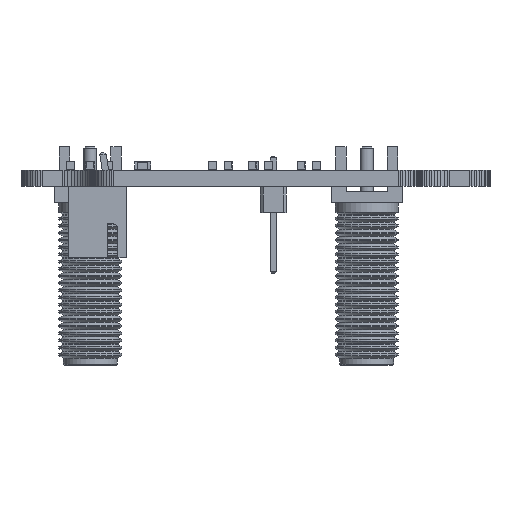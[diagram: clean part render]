
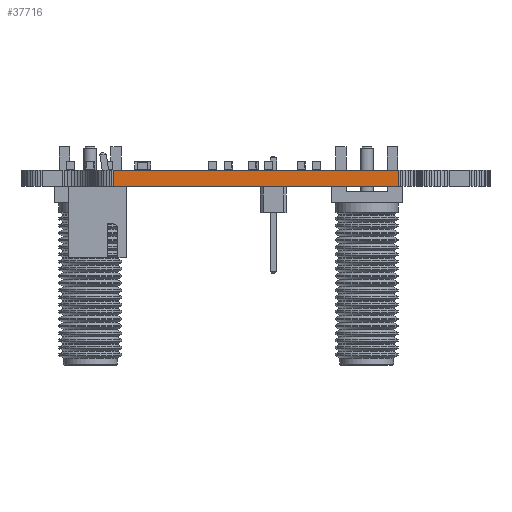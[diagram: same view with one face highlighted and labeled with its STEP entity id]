
A CAD part, left-side view. The second image highlights one B-rep face of the part: STEP entity #37716.
In plain terms, the highlighted planar face has unit normal (-1, 0, 0).
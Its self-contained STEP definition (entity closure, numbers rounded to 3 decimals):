
#22983 = PLANE('',#22984);
#22984 = AXIS2_PLACEMENT_3D('',#22985,#22986,#22987);
#22985 = CARTESIAN_POINT('',(-270.652,-43.985,1.586));
#22986 = DIRECTION('',(-0.,-0.,-1.));
#22987 = DIRECTION('',(-1.,0.,0.));
#23037 = PLANE('',#23038);
#23038 = AXIS2_PLACEMENT_3D('',#23039,#23040,#23041);
#23039 = CARTESIAN_POINT('',(-270.652,-43.985,0.));
#23040 = DIRECTION('',(-0.,-0.,-1.));
#23041 = DIRECTION('',(-1.,0.,0.));
#26590 = VERTEX_POINT('',#26591);
#26591 = CARTESIAN_POINT('',(-331.802,-58.035,0.));
#26605 = PLANE('',#26606);
#26606 = AXIS2_PLACEMENT_3D('',#26607,#26608,#26609);
#26607 = CARTESIAN_POINT('',(-331.799,-58.178,0.));
#26608 = DIRECTION('',(-1.,-0.018,0.));
#26609 = DIRECTION('',(-0.018,1.,0.));
#26617 = EDGE_CURVE('',#26590,#26618,#26620,.T.);
#26618 = VERTEX_POINT('',#26619);
#26619 = CARTESIAN_POINT('',(-331.802,-29.935,0.));
#26620 = SURFACE_CURVE('',#26621,(#26625,#26632),.PCURVE_S1.);
#26621 = LINE('',#26622,#26623);
#26622 = CARTESIAN_POINT('',(-331.802,-58.035,0.));
#26623 = VECTOR('',#26624,1.);
#26624 = DIRECTION('',(0.,1.,0.));
#26625 = PCURVE('',#23037,#26626);
#26626 = DEFINITIONAL_REPRESENTATION('',(#26627),#26631);
#26627 = LINE('',#26628,#26629);
#26628 = CARTESIAN_POINT('',(61.15,-14.05));
#26629 = VECTOR('',#26630,1.);
#26630 = DIRECTION('',(0.,1.));
#26631 = ( GEOMETRIC_REPRESENTATION_CONTEXT(2) 
PARAMETRIC_REPRESENTATION_CONTEXT() REPRESENTATION_CONTEXT('2D SPACE',''
  ) );
#26632 = PCURVE('',#26633,#26638);
#26633 = PLANE('',#26634);
#26634 = AXIS2_PLACEMENT_3D('',#26635,#26636,#26637);
#26635 = CARTESIAN_POINT('',(-331.802,-58.035,0.));
#26636 = DIRECTION('',(-1.,0.,0.));
#26637 = DIRECTION('',(0.,1.,0.));
#26638 = DEFINITIONAL_REPRESENTATION('',(#26639),#26643);
#26639 = LINE('',#26640,#26641);
#26640 = CARTESIAN_POINT('',(0.,0.));
#26641 = VECTOR('',#26642,1.);
#26642 = DIRECTION('',(1.,0.));
#26643 = ( GEOMETRIC_REPRESENTATION_CONTEXT(2) 
PARAMETRIC_REPRESENTATION_CONTEXT() REPRESENTATION_CONTEXT('2D SPACE',''
  ) );
#26661 = PLANE('',#26662);
#26662 = AXIS2_PLACEMENT_3D('',#26663,#26664,#26665);
#26663 = CARTESIAN_POINT('',(-331.802,-29.935,0.));
#26664 = DIRECTION('',(-1.,0.017,0.));
#26665 = DIRECTION('',(0.017,1.,0.));
#32669 = VERTEX_POINT('',#32670);
#32670 = CARTESIAN_POINT('',(-331.802,-58.035,1.586));
#32691 = EDGE_CURVE('',#32669,#32692,#32694,.T.);
#32692 = VERTEX_POINT('',#32693);
#32693 = CARTESIAN_POINT('',(-331.802,-29.935,1.586));
#32694 = SURFACE_CURVE('',#32695,(#32699,#32706),.PCURVE_S1.);
#32695 = LINE('',#32696,#32697);
#32696 = CARTESIAN_POINT('',(-331.802,-58.035,1.586));
#32697 = VECTOR('',#32698,1.);
#32698 = DIRECTION('',(0.,1.,0.));
#32699 = PCURVE('',#22983,#32700);
#32700 = DEFINITIONAL_REPRESENTATION('',(#32701),#32705);
#32701 = LINE('',#32702,#32703);
#32702 = CARTESIAN_POINT('',(61.15,-14.05));
#32703 = VECTOR('',#32704,1.);
#32704 = DIRECTION('',(0.,1.));
#32705 = ( GEOMETRIC_REPRESENTATION_CONTEXT(2) 
PARAMETRIC_REPRESENTATION_CONTEXT() REPRESENTATION_CONTEXT('2D SPACE',''
  ) );
#32706 = PCURVE('',#26633,#32707);
#32707 = DEFINITIONAL_REPRESENTATION('',(#32708),#32712);
#32708 = LINE('',#32709,#32710);
#32709 = CARTESIAN_POINT('',(0.,-1.586));
#32710 = VECTOR('',#32711,1.);
#32711 = DIRECTION('',(1.,0.));
#32712 = ( GEOMETRIC_REPRESENTATION_CONTEXT(2) 
PARAMETRIC_REPRESENTATION_CONTEXT() REPRESENTATION_CONTEXT('2D SPACE',''
  ) );
#37666 = EDGE_CURVE('',#26618,#32692,#37667,.T.);
#37667 = SURFACE_CURVE('',#37668,(#37672,#37679),.PCURVE_S1.);
#37668 = LINE('',#37669,#37670);
#37669 = CARTESIAN_POINT('',(-331.802,-29.935,0.));
#37670 = VECTOR('',#37671,1.);
#37671 = DIRECTION('',(0.,0.,1.));
#37672 = PCURVE('',#26661,#37673);
#37673 = DEFINITIONAL_REPRESENTATION('',(#37674),#37678);
#37674 = LINE('',#37675,#37676);
#37675 = CARTESIAN_POINT('',(0.,0.));
#37676 = VECTOR('',#37677,1.);
#37677 = DIRECTION('',(0.,-1.));
#37678 = ( GEOMETRIC_REPRESENTATION_CONTEXT(2) 
PARAMETRIC_REPRESENTATION_CONTEXT() REPRESENTATION_CONTEXT('2D SPACE',''
  ) );
#37679 = PCURVE('',#26633,#37680);
#37680 = DEFINITIONAL_REPRESENTATION('',(#37681),#37685);
#37681 = LINE('',#37682,#37683);
#37682 = CARTESIAN_POINT('',(28.1,0.));
#37683 = VECTOR('',#37684,1.);
#37684 = DIRECTION('',(0.,-1.));
#37685 = ( GEOMETRIC_REPRESENTATION_CONTEXT(2) 
PARAMETRIC_REPRESENTATION_CONTEXT() REPRESENTATION_CONTEXT('2D SPACE',''
  ) );
#37716 = ADVANCED_FACE('',(#37717),#26633,.T.);
#37717 = FACE_BOUND('',#37718,.T.);
#37718 = EDGE_LOOP('',(#37719,#37740,#37741,#37742));
#37719 = ORIENTED_EDGE('',*,*,#37720,.T.);
#37720 = EDGE_CURVE('',#26590,#32669,#37721,.T.);
#37721 = SURFACE_CURVE('',#37722,(#37726,#37733),.PCURVE_S1.);
#37722 = LINE('',#37723,#37724);
#37723 = CARTESIAN_POINT('',(-331.802,-58.035,0.));
#37724 = VECTOR('',#37725,1.);
#37725 = DIRECTION('',(0.,0.,1.));
#37726 = PCURVE('',#26633,#37727);
#37727 = DEFINITIONAL_REPRESENTATION('',(#37728),#37732);
#37728 = LINE('',#37729,#37730);
#37729 = CARTESIAN_POINT('',(0.,0.));
#37730 = VECTOR('',#37731,1.);
#37731 = DIRECTION('',(0.,-1.));
#37732 = ( GEOMETRIC_REPRESENTATION_CONTEXT(2) 
PARAMETRIC_REPRESENTATION_CONTEXT() REPRESENTATION_CONTEXT('2D SPACE',''
  ) );
#37733 = PCURVE('',#26605,#37734);
#37734 = DEFINITIONAL_REPRESENTATION('',(#37735),#37739);
#37735 = LINE('',#37736,#37737);
#37736 = CARTESIAN_POINT('',(0.143,0.));
#37737 = VECTOR('',#37738,1.);
#37738 = DIRECTION('',(0.,-1.));
#37739 = ( GEOMETRIC_REPRESENTATION_CONTEXT(2) 
PARAMETRIC_REPRESENTATION_CONTEXT() REPRESENTATION_CONTEXT('2D SPACE',''
  ) );
#37740 = ORIENTED_EDGE('',*,*,#32691,.T.);
#37741 = ORIENTED_EDGE('',*,*,#37666,.F.);
#37742 = ORIENTED_EDGE('',*,*,#26617,.F.);
